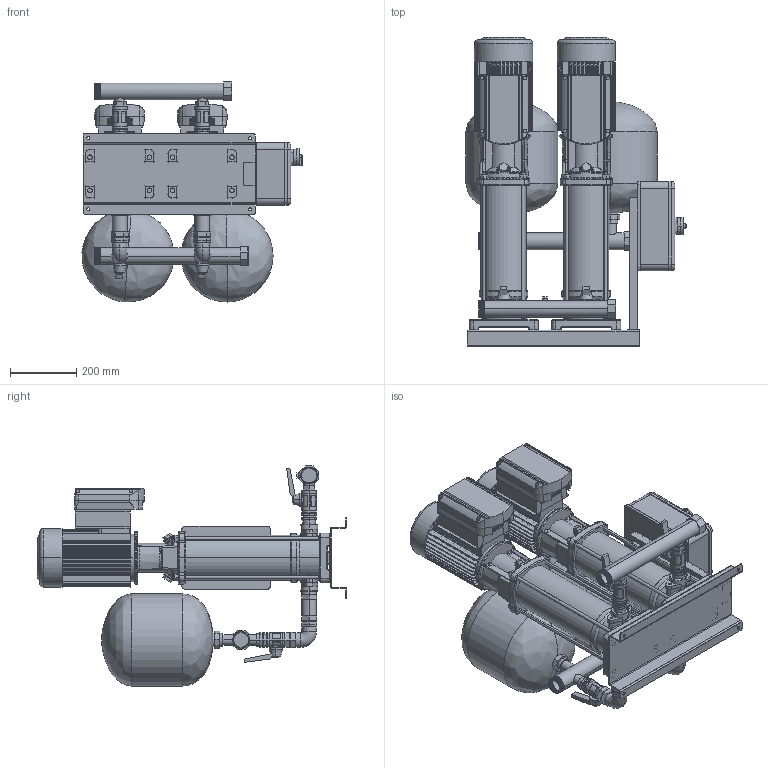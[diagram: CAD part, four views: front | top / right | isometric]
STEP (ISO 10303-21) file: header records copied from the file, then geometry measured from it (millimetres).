
FILE_DESCRIPTION (( 'STEP AP214' ), '1' );
FILE_NAME ('2SBI_5-20_TE_ZB00064972.STEP', '2022-08-31T19:54:13', ( '' ), ( '' ), 'SwSTEP 2.0', 'SolidWorks 2020', '' );
FILE_SCHEMA (( 'AUTOMOTIVE_DESIGN' ));
Length unit declared in the file: millimetre
Products named in the file (1): 2SBI_5-20_TE_ZB00064972
Bounding box: 666.11 x 937 x 666.41 mm (x, y, z)
Volume: 79695276.8 mm3; surface area: 4297422.9 mm2
Topology: 48 solids, 49 shells, 2957 faces, 7414 edges, 4614 vertices
Faces by surface type: plane 1198, cylinder 1003, bspline 408, torus 186, cone 124, sphere 38
Entity records: 166428 total; most frequent: CARTESIAN_POINT 66078, ORIENTED_EDGE 14708, DIRECTION 13076, EDGE_CURVE 7354, AXIS2_PLACEMENT_3D 4902, VERTEX_POINT 4614, VECTOR 3272, LINE 3272
